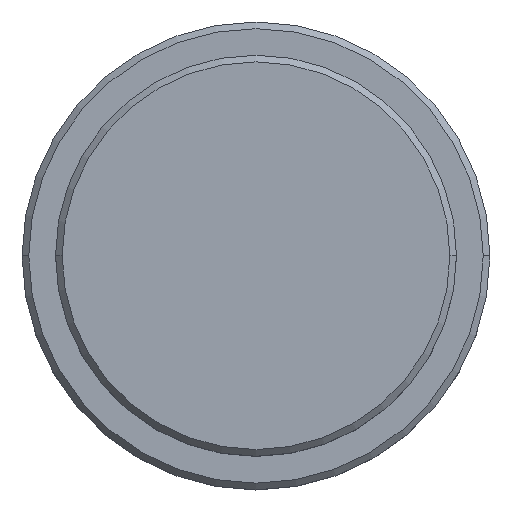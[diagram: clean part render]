
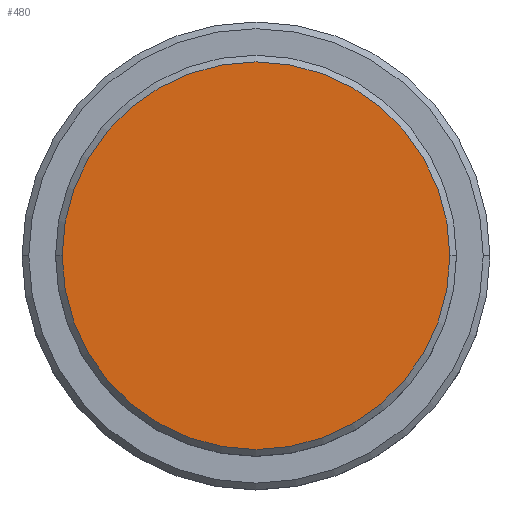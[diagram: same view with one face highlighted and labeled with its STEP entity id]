
A CAD part, top view. The second image highlights one B-rep face of the part: STEP entity #480.
In plain terms, the highlighted planar face has unit normal (0, 0, 1).
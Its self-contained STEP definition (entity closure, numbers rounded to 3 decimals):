
#24 = ORIENTED_EDGE ( 'NONE', *, *, #1249, .T. ) ;
#86 = DIRECTION ( 'NONE',  ( 1., 0., 0. ) ) ;
#279 = CIRCLE ( 'NONE', #350, 14.5 ) ;
#350 = AXIS2_PLACEMENT_3D ( 'NONE', #1083, #1382, #612 ) ;
#392 = AXIS2_PLACEMENT_3D ( 'NONE', #637, #646, #86 ) ;
#401 = CARTESIAN_POINT ( 'NONE',  ( 0., 0., 0. ) ) ;
#428 = PLANE ( 'NONE',  #392 ) ;
#480 = ADVANCED_FACE ( 'NONE', ( #1204 ), #428, .T. ) ;
#483 = ORIENTED_EDGE ( 'NONE', *, *, #1317, .T. ) ;
#511 = DIRECTION ( 'NONE',  ( 1., 0., 0. ) ) ;
#571 = AXIS2_PLACEMENT_3D ( 'NONE', #401, #739, #511 ) ;
#612 = DIRECTION ( 'NONE',  ( 1., 0., 0. ) ) ;
#637 = CARTESIAN_POINT ( 'NONE',  ( 0., 0., 0. ) ) ;
#643 = EDGE_LOOP ( 'NONE', ( #24, #483 ) ) ;
#646 = DIRECTION ( 'NONE',  ( 0., 0., 1. ) ) ;
#739 = DIRECTION ( 'NONE',  ( 0., 0., 1. ) ) ;
#789 = CARTESIAN_POINT ( 'NONE',  ( 14.5, 0., 0. ) ) ;
#999 = CIRCLE ( 'NONE', #571, 14.5 ) ;
#1083 = CARTESIAN_POINT ( 'NONE',  ( 0., 0., 0. ) ) ;
#1141 = VERTEX_POINT ( 'NONE', #789 ) ;
#1200 = CARTESIAN_POINT ( 'NONE',  ( -14.5, 0., 0. ) ) ;
#1204 = FACE_OUTER_BOUND ( 'NONE', #643, .T. ) ;
#1249 = EDGE_CURVE ( 'NONE', #1251, #1141, #279, .T. ) ;
#1251 = VERTEX_POINT ( 'NONE', #1200 ) ;
#1317 = EDGE_CURVE ( 'NONE', #1141, #1251, #999, .T. ) ;
#1382 = DIRECTION ( 'NONE',  ( 0., 0., 1. ) ) ;
